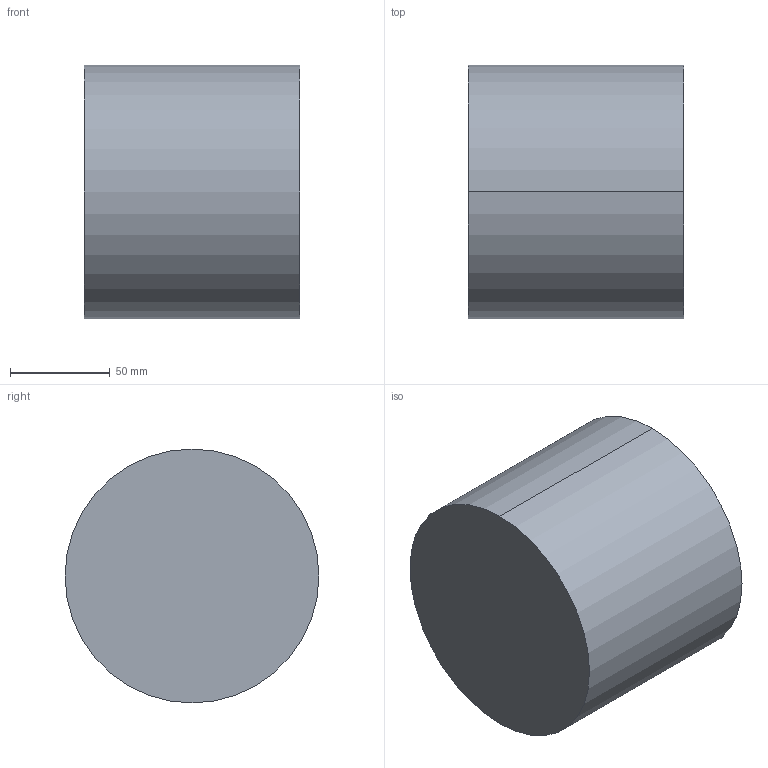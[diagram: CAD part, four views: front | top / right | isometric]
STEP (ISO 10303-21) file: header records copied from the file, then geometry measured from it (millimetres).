
FILE_DESCRIPTION (( 'STEP AP214' ), '1' );
FILE_NAME ('3CRSA-5.STEP', '2020-10-23T00:55:17', ( '' ), ( '' ), 'SwSTEP 2.0', 'SolidWorks 2019', '' );
FILE_SCHEMA (( 'AUTOMOTIVE_DESIGN' ));
Length unit declared in the file: inch
Products named in the file (1): 3CRSA-5
Bounding box: 107.95 x 127 x 127 mm (x, y, z)
Volume: 1367476.8 mm3; surface area: 68405.5 mm2
Topology: 1 solids, 1 shells, 37 faces, 263 edges, 261 vertices
Faces by surface type: plane 35, cylinder 2
Entity records: 4193 total; most frequent: CARTESIAN_POINT 2206, ORIENTED_EDGE 526, EDGE_CURVE 263, VERTEX_POINT 261, DIRECTION 229, VECTOR 145, LINE 145, B_SPLINE_CURVE_WITH_KNOTS 114
